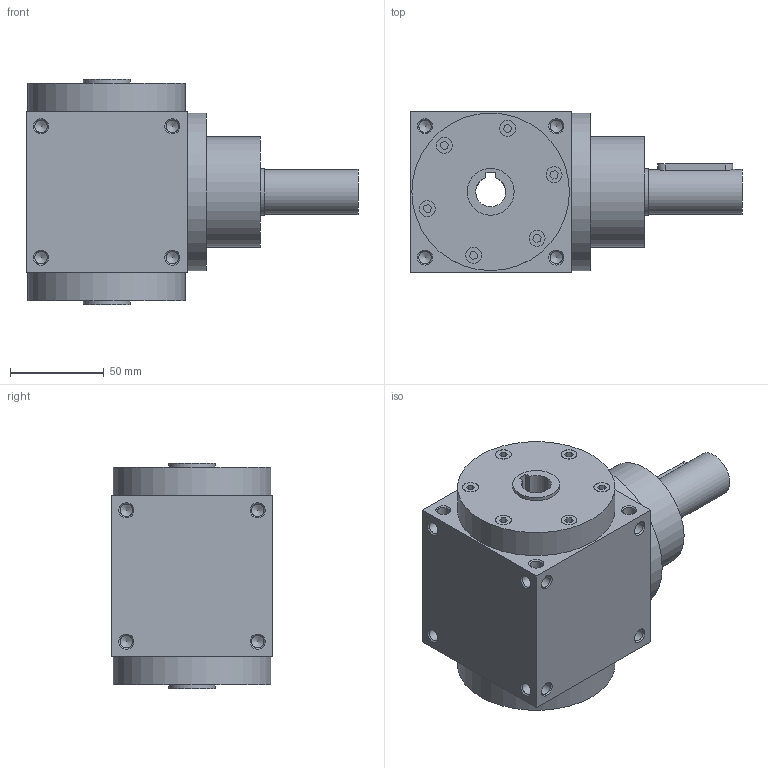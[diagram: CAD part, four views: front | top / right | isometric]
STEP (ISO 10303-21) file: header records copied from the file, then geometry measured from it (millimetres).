
FILE_DESCRIPTION( ( 'STEP AP214' ), ' ' );
FILE_NAME( 'RR86_C2_R.1_1.5.stp', '2017-10-01T13:40:38', ( '' ), ( '' ), ' ', 'PARTsolutions', ' ' );
FILE_SCHEMA( ( 'AUTOMOTIVE_DESIGN { 1 0 10303 214 1 1 1 1 }' ) );
Length unit declared in the file: millimetre
Products named in the file (3): RR86_C2_R.1/1.5; _RR862-case; _RR86-shaft
Assembly tree (2 placements, depth 2):
  RR86_C2_R.1/1.5
    _RR862-case
    _RR86-shaft
Bounding box: 177 x 86 x 120 mm (x, y, z)
Volume: 917176 mm3; surface area: 88304.7 mm2
Topology: 2 solids, 2 shells, 299 faces, 803 edges, 521 vertices
Faces by surface type: plane 168, cylinder 81, cone 50
Full cylindrical faces by diameter (mm): 4.917 x1, 6.647 x48, 8.5 x18, 24 x1, 25 x4, 59 x1, 84 x3
Entity records: 10652 total; most frequent: DIRECTION 1432, CARTESIAN_POINT 1431, ORIENTED_EDGE 1194, EDGE_CURVE 597, AXIS2_PLACEMENT_3D 535, EDGE_LOOP 472, VERTEX_POINT 466, FACE_OUTER_BOUND 375
